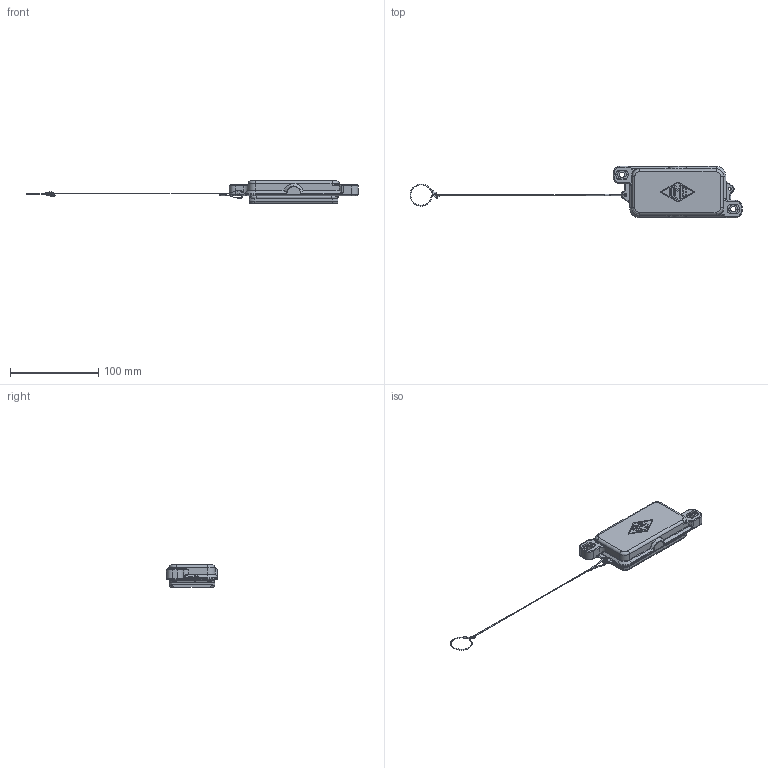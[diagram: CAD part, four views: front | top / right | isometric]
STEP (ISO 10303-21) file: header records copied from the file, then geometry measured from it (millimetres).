
FILE_DESCRIPTION(('Creo Elements/Direct Modeling STEP Export'),'2;1');
FILE_NAME('0ln7uvk5opo6c2r7068','2023-01-19T16:25:32',(''),(''),'Creo Elements/Direct Modeling STEP processor for AP214 (Solid Model)','Creo Elements/Direct Modeling 20.1B 02-Apr-2019 (C) Parametric Technology GmbH','');
FILE_SCHEMA(('AUTOMOTIVE_DESIGN { 1 0 10303 214 1 1 1 1 }'));
Length unit declared in the file: millimetre
Products named in the file (2): CGC 10 G
Assembly tree (1 placements, depth 2):
  CGC 10 G
    CGC 10 G
Bounding box: 375.51 x 58 x 25.6 mm (x, y, z)
Volume: 51061.4 mm3; surface area: 29759.8 mm2
Topology: 1 solids, 1 shells, 458 faces, 1136 edges, 688 vertices
Faces by surface type: cylinder 157, plane 150, bspline 78, torus 40, cone 33
Entity records: 30997 total; most frequent: CARTESIAN_POINT 17563, ORIENTED_EDGE 2256, DIRECTION 1719, EDGE_CURVE 1128, VERTEX_POINT 688, AXIS2_PLACEMENT_3D 622, EDGE_LOOP 486, VECTOR 475
